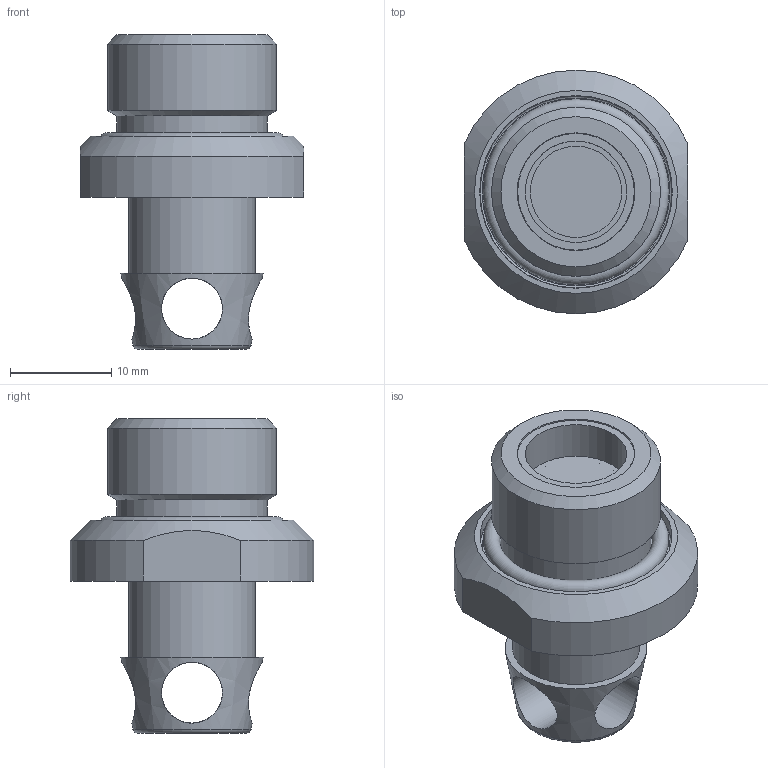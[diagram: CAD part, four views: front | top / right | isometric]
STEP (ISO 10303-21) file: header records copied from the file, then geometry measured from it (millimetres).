
FILE_DESCRIPTION( ( 'Unknown' ), '1' );
FILE_NAME( '0112660.stp', 'Unknown', ( 'Unknown' ), ( 'Unknown' ), 'XStep 1.0', 'Unknown', ' ' );
FILE_SCHEMA( ( 'CONFIG_CONTROL_DESIGN' ) );
Length unit declared in the file: millimetre
Products named in the file (1): 0111745
Bounding box: 22 x 24 x 31 mm (x, y, z)
Volume: 4253.3 mm3; surface area: 3732.6 mm2
Topology: 1 solids, 2 shells, 43 faces, 100 edges, 66 vertices
Faces by surface type: plane 15, cylinder 15, cone 9, torus 4
Full cylindrical faces by diameter (mm): 6 x4, 9 x1, 10 x1, 11.3 x1, 11.5 x2, 11.6 x1, 12.5 x1, 14.8 x1, 16.66 x1
Entity records: 1448 total; most frequent: CARTESIAN_POINT 581, DIRECTION 174, ORIENTED_EDGE 128, AXIS2_PLACEMENT_3D 84, EDGE_LOOP 79, EDGE_CURVE 64, FACE_OUTER_BOUND 60, VERTEX_POINT 53
